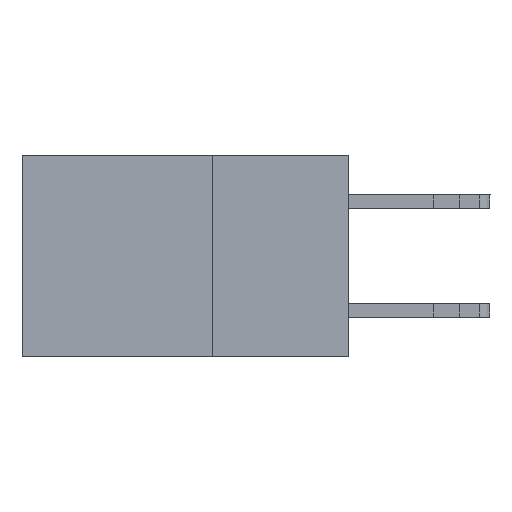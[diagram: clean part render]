
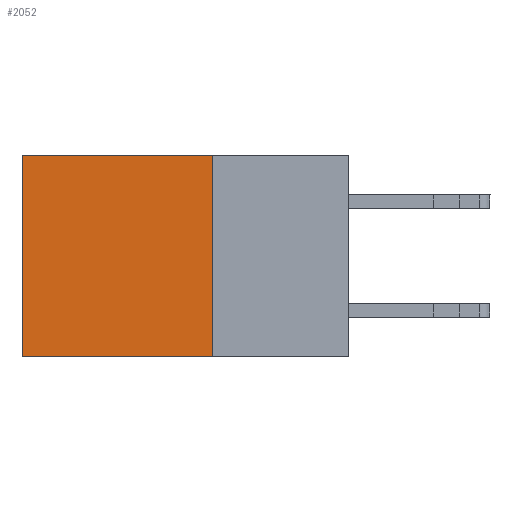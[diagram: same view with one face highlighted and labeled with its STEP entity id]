
A CAD part, left-side view. The second image highlights one B-rep face of the part: STEP entity #2052.
In plain terms, the highlighted planar face has unit normal (-1, 0, 0).
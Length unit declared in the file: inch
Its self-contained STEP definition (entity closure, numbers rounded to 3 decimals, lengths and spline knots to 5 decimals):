
#68 = CARTESIAN_POINT ( 'NONE',  ( 0.298, 0.6, 0. ) ) ;
#694 = VERTEX_POINT ( 'NONE', #4702 ) ;
#2003 = ORIENTED_EDGE ( 'NONE', *, *, #6775, .T. ) ;
#2052 = ADVANCED_FACE ( 'NONE', ( #11807 ), #3593, .F. ) ;
#3126 = VECTOR ( 'NONE', #5166, 39.37008 ) ;
#3391 = AXIS2_PLACEMENT_3D ( 'NONE', #3686, #12939, #4751 ) ;
#3593 = PLANE ( 'NONE',  #3391 ) ;
#3686 = CARTESIAN_POINT ( 'NONE',  ( 0.298, 0.25, 0. ) ) ;
#4702 = CARTESIAN_POINT ( 'NONE',  ( 0.298, 0.6, -0.37 ) ) ;
#4750 = CARTESIAN_POINT ( 'NONE',  ( 0.298, 0.25, 0. ) ) ;
#4751 = DIRECTION ( 'NONE',  ( 0., 0., -1. ) ) ;
#4961 = VERTEX_POINT ( 'NONE', #5722 ) ;
#5108 = VECTOR ( 'NONE', #12772, 39.37008 ) ;
#5166 = DIRECTION ( 'NONE',  ( 0., 0., -1. ) ) ;
#5319 = LINE ( 'NONE', #68, #6256 ) ;
#5423 = CARTESIAN_POINT ( 'NONE',  ( 0.298, 0.25, 0. ) ) ;
#5549 = EDGE_LOOP ( 'NONE', ( #2003, #15133, #13902, #7935 ) ) ;
#5722 = CARTESIAN_POINT ( 'NONE',  ( 0.298, 0.25, 0. ) ) ;
#5943 = VERTEX_POINT ( 'NONE', #15154 ) ;
#6236 = VECTOR ( 'NONE', #7344, 39.37008 ) ;
#6256 = VECTOR ( 'NONE', #13276, 39.37008 ) ;
#6775 = EDGE_CURVE ( 'NONE', #12381, #694, #5319, .T. ) ;
#7344 = DIRECTION ( 'NONE',  ( 0., 1., 0. ) ) ;
#7935 = ORIENTED_EDGE ( 'NONE', *, *, #12484, .T. ) ;
#8672 = CARTESIAN_POINT ( 'NONE',  ( 0.298, 0.25, -0.37 ) ) ;
#8838 = LINE ( 'NONE', #8672, #5108 ) ;
#9858 = LINE ( 'NONE', #4750, #6236 ) ;
#11010 = LINE ( 'NONE', #5423, #3126 ) ;
#11807 = FACE_OUTER_BOUND ( 'NONE', #5549, .T. ) ;
#12381 = VERTEX_POINT ( 'NONE', #16388 ) ;
#12484 = EDGE_CURVE ( 'NONE', #4961, #12381, #9858, .T. ) ;
#12772 = DIRECTION ( 'NONE',  ( 0., 1., 0. ) ) ;
#12939 = DIRECTION ( 'NONE',  ( 1., 0., 0. ) ) ;
#13276 = DIRECTION ( 'NONE',  ( 0., 0., -1. ) ) ;
#13902 = ORIENTED_EDGE ( 'NONE', *, *, #16030, .F. ) ;
#14580 = EDGE_CURVE ( 'NONE', #5943, #694, #8838, .T. ) ;
#15133 = ORIENTED_EDGE ( 'NONE', *, *, #14580, .F. ) ;
#15154 = CARTESIAN_POINT ( 'NONE',  ( 0.298, 0.25, -0.37 ) ) ;
#16030 = EDGE_CURVE ( 'NONE', #4961, #5943, #11010, .T. ) ;
#16388 = CARTESIAN_POINT ( 'NONE',  ( 0.298, 0.6, 0. ) ) ;
